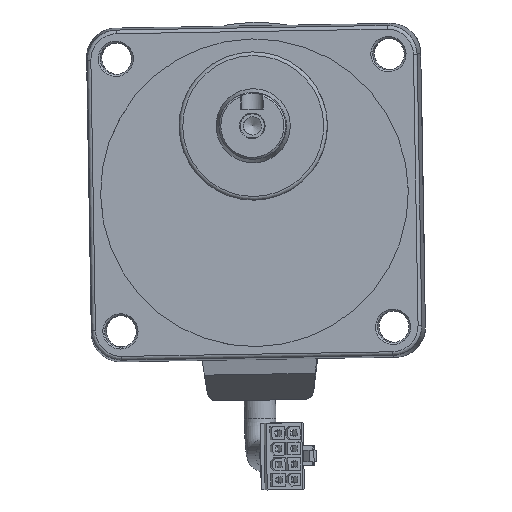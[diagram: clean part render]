
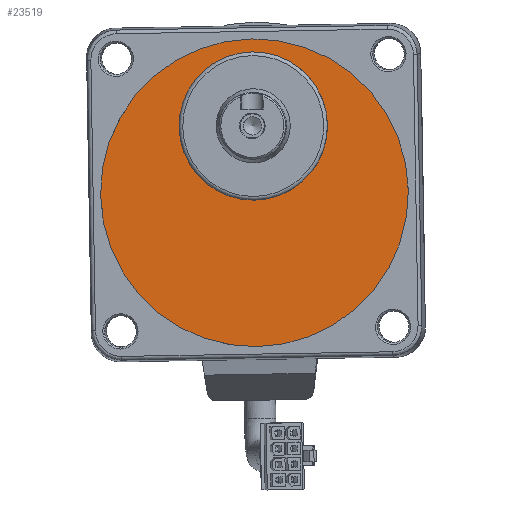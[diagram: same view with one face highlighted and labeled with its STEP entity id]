
A CAD part, front view. The second image highlights one B-rep face of the part: STEP entity #23519.
In plain terms, the highlighted face is planar.
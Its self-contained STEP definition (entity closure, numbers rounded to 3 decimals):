
#22858=CARTESIAN_POINT('',(20.0,-55.5,18.));
#22859=VERTEX_POINT('',#22858);
#22860=CARTESIAN_POINT('',(0.,-55.5,18.0));
#22861=DIRECTION('',(0.0,1.0,0.0));
#22862=DIRECTION('',(-1.0,0.0,0.0));
#22863=AXIS2_PLACEMENT_3D('',#22860,#22861,#22862);
#22864=CIRCLE('',#22863,20.0);
#22865=EDGE_CURVE('',#22859,#22859,#22864,.T.);
#23493=CARTESIAN_POINT('',(41.5,-55.5,0.));
#23494=VERTEX_POINT('',#23493);
#23495=CARTESIAN_POINT('',(0.0,-55.5,0.0));
#23496=DIRECTION('',(0.0,-1.0,0.0));
#23497=DIRECTION('',(-1.0,0.0,0.0));
#23498=AXIS2_PLACEMENT_3D('',#23495,#23496,#23497);
#23499=CIRCLE('',#23498,41.5);
#23500=EDGE_CURVE('',#23494,#23494,#23499,.T.);
#23508=CARTESIAN_POINT('',(0.0,-55.5,0.0));
#23509=DIRECTION('',(0.0,1.0,0.0));
#23510=DIRECTION('',(0.0,0.0,1.0));
#23511=AXIS2_PLACEMENT_3D('',#23508,#23509,#23510);
#23512=PLANE('',#23511);
#23513=ORIENTED_EDGE('',*,*,#23500,.T.);
#23514=EDGE_LOOP('',(#23513));
#23515=FACE_OUTER_BOUND('',#23514,.T.);
#23516=ORIENTED_EDGE('',*,*,#22865,.T.);
#23517=EDGE_LOOP('',(#23516));
#23518=FACE_BOUND('',#23517,.T.);
#23519=ADVANCED_FACE('',(#23515,#23518),#23512,.F.);
